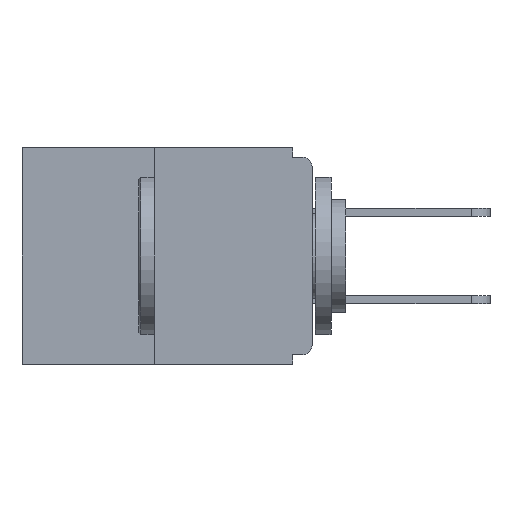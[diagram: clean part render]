
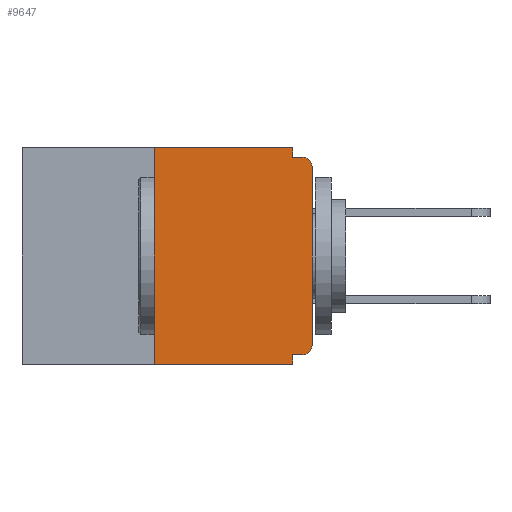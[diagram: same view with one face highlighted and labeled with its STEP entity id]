
A CAD part, left-side view. The second image highlights one B-rep face of the part: STEP entity #9647.
In plain terms, the highlighted planar face has unit normal (-1, 0, 0).
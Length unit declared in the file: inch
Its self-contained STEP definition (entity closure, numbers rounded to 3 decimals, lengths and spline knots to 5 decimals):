
#8 = DIRECTION ( 'NONE',  ( 0., -1., 0. ) ) ;
#270 = EDGE_CURVE ( 'NONE', #3376, #14586, #10846, .T. ) ;
#334 = EDGE_CURVE ( 'NONE', #3940, #6074, #12361, .T. ) ;
#526 = VECTOR ( 'NONE', #3748, 39.37008 ) ;
#631 = EDGE_CURVE ( 'NONE', #10592, #4551, #3208, .T. ) ;
#1185 = AXIS2_PLACEMENT_3D ( 'NONE', #12039, #10770, #5876 ) ;
#1787 = DIRECTION ( 'NONE',  ( 0., 1., 0. ) ) ;
#1871 = CARTESIAN_POINT ( 'NONE',  ( 0., 0., 0. ) ) ;
#2618 = LINE ( 'NONE', #3660, #526 ) ;
#2897 = ORIENTED_EDGE ( 'NONE', *, *, #12922, .F. ) ;
#3208 = LINE ( 'NONE', #1871, #12347 ) ;
#3376 = VERTEX_POINT ( 'NONE', #7429 ) ;
#3660 = CARTESIAN_POINT ( 'NONE',  ( 0., 0.031, -0.343 ) ) ;
#3707 = CARTESIAN_POINT ( 'NONE',  ( 0., 0.46, 0. ) ) ;
#3748 = DIRECTION ( 'NONE',  ( 0., 0., -1. ) ) ;
#3824 = VECTOR ( 'NONE', #10330, 39.37008 ) ;
#3940 = VERTEX_POINT ( 'NONE', #6750 ) ;
#4324 = CARTESIAN_POINT ( 'NONE',  ( 0., 0.031, 0. ) ) ;
#4551 = VERTEX_POINT ( 'NONE', #6904 ) ;
#4666 = VECTOR ( 'NONE', #8948, 39.37008 ) ;
#4674 = DIRECTION ( 'NONE',  ( -1., 0., 0. ) ) ;
#4728 = VERTEX_POINT ( 'NONE', #5342 ) ;
#4772 = DIRECTION ( 'NONE',  ( 0., 0., 1. ) ) ;
#4790 = ORIENTED_EDGE ( 'NONE', *, *, #15247, .F. ) ;
#5259 = AXIS2_PLACEMENT_3D ( 'NONE', #11958, #4674, #5897 ) ;
#5342 = CARTESIAN_POINT ( 'NONE',  ( 0., 0.031, -0.328 ) ) ;
#5395 = DIRECTION ( 'NONE',  ( 0., 0., 1. ) ) ;
#5675 = LINE ( 'NONE', #3707, #8508 ) ;
#5839 = ORIENTED_EDGE ( 'NONE', *, *, #10975, .T. ) ;
#5855 = ORIENTED_EDGE ( 'NONE', *, *, #6837, .T. ) ;
#5876 = DIRECTION ( 'NONE',  ( 0., 0., -1. ) ) ;
#5897 = DIRECTION ( 'NONE',  ( 0., 0., -1. ) ) ;
#6074 = VERTEX_POINT ( 'NONE', #14629 ) ;
#6125 = EDGE_CURVE ( 'NONE', #3940, #10153, #11139, .T. ) ;
#6444 = CARTESIAN_POINT ( 'NONE',  ( 0., 0.015, -0.015 ) ) ;
#6750 = CARTESIAN_POINT ( 'NONE',  ( 0., 0.25, -0.343 ) ) ;
#6837 = EDGE_CURVE ( 'NONE', #4551, #14282, #9226, .T. ) ;
#6904 = CARTESIAN_POINT ( 'NONE',  ( 0., 0., -0.03 ) ) ;
#7029 = ORIENTED_EDGE ( 'NONE', *, *, #334, .T. ) ;
#7077 = EDGE_LOOP ( 'NONE', ( #4790, #8349, #7029, #14935, #7646, #5839, #11256, #5855, #2897, #12805 ) ) ;
#7098 = CARTESIAN_POINT ( 'NONE',  ( 0., 0.015, -0.313 ) ) ;
#7429 = CARTESIAN_POINT ( 'NONE',  ( 0., 0.031, 0. ) ) ;
#7560 = CARTESIAN_POINT ( 'NONE',  ( 0., 0.25, 0. ) ) ;
#7646 = ORIENTED_EDGE ( 'NONE', *, *, #8066, .F. ) ;
#8066 = EDGE_CURVE ( 'NONE', #13438, #4728, #8165, .T. ) ;
#8165 = LINE ( 'NONE', #11480, #8738 ) ;
#8349 = ORIENTED_EDGE ( 'NONE', *, *, #6125, .F. ) ;
#8508 = VECTOR ( 'NONE', #8, 39.37008 ) ;
#8738 = VECTOR ( 'NONE', #1787, 39.37008 ) ;
#8875 = AXIS2_PLACEMENT_3D ( 'NONE', #7098, #10819, #13139 ) ;
#8948 = DIRECTION ( 'NONE',  ( 0., -1., 0. ) ) ;
#9130 = VECTOR ( 'NONE', #13019, 39.37008 ) ;
#9226 = CIRCLE ( 'NONE', #5259, 0.015 ) ;
#9602 = PLANE ( 'NONE',  #1185 ) ;
#9647 = ADVANCED_FACE ( 'NONE', ( #13687 ), #9602, .F. ) ;
#9712 = CARTESIAN_POINT ( 'NONE',  ( 0., 0.25, 0. ) ) ;
#10153 = VERTEX_POINT ( 'NONE', #7560 ) ;
#10330 = DIRECTION ( 'NONE',  ( 0., 0., -1. ) ) ;
#10356 = LINE ( 'NONE', #10362, #4666 ) ;
#10362 = CARTESIAN_POINT ( 'NONE',  ( 0., 0., -0.015 ) ) ;
#10381 = VECTOR ( 'NONE', #4772, 39.37008 ) ;
#10415 = EDGE_CURVE ( 'NONE', #4728, #6074, #2618, .T. ) ;
#10592 = VERTEX_POINT ( 'NONE', #11251 ) ;
#10770 = DIRECTION ( 'NONE',  ( 1., 0., 0. ) ) ;
#10819 = DIRECTION ( 'NONE',  ( -1., 0., 0. ) ) ;
#10846 = LINE ( 'NONE', #4324, #3824 ) ;
#10873 = CARTESIAN_POINT ( 'NONE',  ( 0., 0.015, -0.328 ) ) ;
#10975 = EDGE_CURVE ( 'NONE', #13438, #10592, #12877, .T. ) ;
#11139 = LINE ( 'NONE', #9712, #10381 ) ;
#11251 = CARTESIAN_POINT ( 'NONE',  ( 0., 0., -0.313 ) ) ;
#11256 = ORIENTED_EDGE ( 'NONE', *, *, #631, .T. ) ;
#11480 = CARTESIAN_POINT ( 'NONE',  ( 0., 0., -0.328 ) ) ;
#11731 = CARTESIAN_POINT ( 'NONE',  ( 0., 0.031, -0.015 ) ) ;
#11958 = CARTESIAN_POINT ( 'NONE',  ( 0., 0.015, -0.03 ) ) ;
#12039 = CARTESIAN_POINT ( 'NONE',  ( 0., 0.46, 0. ) ) ;
#12347 = VECTOR ( 'NONE', #5395, 39.37008 ) ;
#12361 = LINE ( 'NONE', #13126, #9130 ) ;
#12805 = ORIENTED_EDGE ( 'NONE', *, *, #270, .F. ) ;
#12877 = CIRCLE ( 'NONE', #8875, 0.015 ) ;
#12922 = EDGE_CURVE ( 'NONE', #14586, #14282, #10356, .T. ) ;
#13019 = DIRECTION ( 'NONE',  ( 0., -1., 0. ) ) ;
#13126 = CARTESIAN_POINT ( 'NONE',  ( 0., 0.46, -0.343 ) ) ;
#13139 = DIRECTION ( 'NONE',  ( 0., 0., -1. ) ) ;
#13438 = VERTEX_POINT ( 'NONE', #10873 ) ;
#13687 = FACE_OUTER_BOUND ( 'NONE', #7077, .T. ) ;
#14282 = VERTEX_POINT ( 'NONE', #6444 ) ;
#14586 = VERTEX_POINT ( 'NONE', #11731 ) ;
#14629 = CARTESIAN_POINT ( 'NONE',  ( 0., 0.031, -0.343 ) ) ;
#14935 = ORIENTED_EDGE ( 'NONE', *, *, #10415, .F. ) ;
#15247 = EDGE_CURVE ( 'NONE', #10153, #3376, #5675, .T. ) ;
